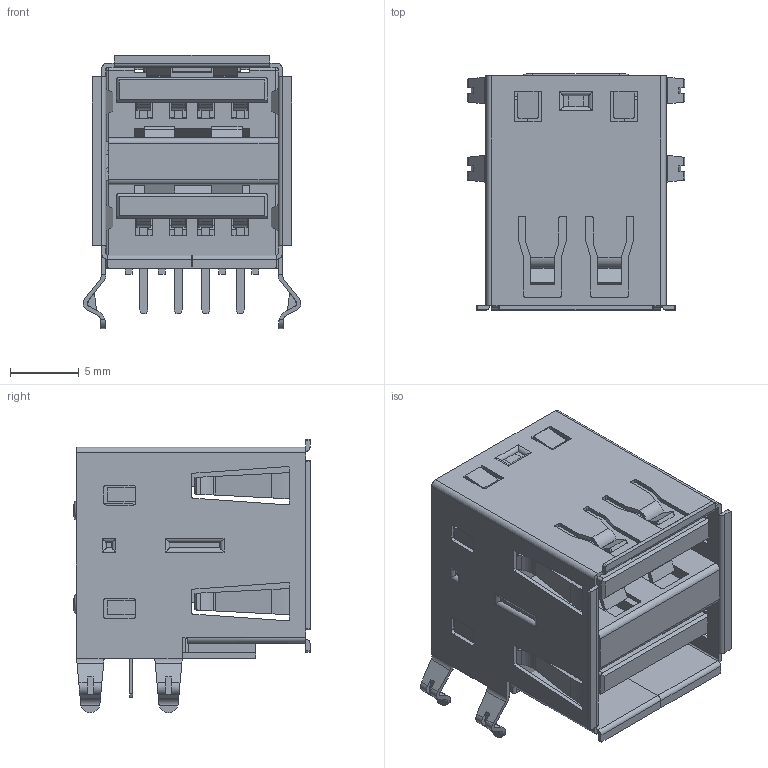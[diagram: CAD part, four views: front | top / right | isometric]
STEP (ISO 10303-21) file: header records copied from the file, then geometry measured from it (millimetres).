
FILE_DESCRIPTION(('STEP AP203'),'1');
FILE_NAME('61400826021.stp','2018-10-20T17:11:03',('TraceParts'),('TraceParts S.A.'),'Spatial InterOp 3D',' ',' ');
FILE_SCHEMA(('CONFIG_CONTROL_DESIGN'));
Length unit declared in the file: millimetre
Products named in the file (1): 1
Bounding box: 15.83 x 17.15 x 19.84 mm (x, y, z)
Volume: 1592.7 mm3; surface area: 5650.8 mm2
Topology: 12 solids, 12 shells, 1368 faces, 3928 edges, 2572 vertices
Faces by surface type: plane 926, cylinder 426, torus 12, bspline 2, sphere 2
Entity records: 44753 total; most frequent: CARTESIAN_POINT 7973, ORIENTED_EDGE 7852, DIRECTION 7528, EDGE_CURVE 3926, LINE 3040, VECTOR 3040, VERTEX_POINT 2572, AXIS2_PLACEMENT_3D 2244
